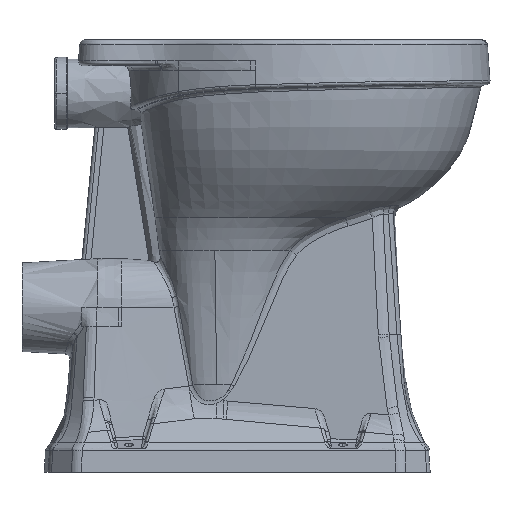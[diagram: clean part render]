
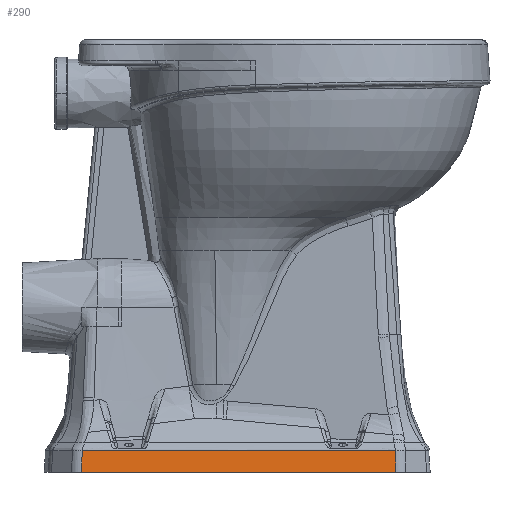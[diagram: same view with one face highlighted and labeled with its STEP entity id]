
A CAD part, left-side view. The second image highlights one B-rep face of the part: STEP entity #290.
In plain terms, the highlighted free-form (B-spline) face has degree [1, 2] with [2, 3] control points.
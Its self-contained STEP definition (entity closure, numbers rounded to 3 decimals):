
#290=ADVANCED_FACE('',(#633),#5234,.T.);
#633=FACE_OUTER_BOUND('',#982,.T.);
#982=EDGE_LOOP('',(#2302,#2303,#2304,#2305));
#2302=ORIENTED_EDGE('',*,*,#3467,.F.);
#2303=ORIENTED_EDGE('',*,*,#3458,.T.);
#2304=ORIENTED_EDGE('',*,*,#2978,.T.);
#2305=ORIENTED_EDGE('',*,*,#3006,.T.);
#2978=EDGE_CURVE('',#4608,#4607,#3717,.T.);
#3006=EDGE_CURVE('',#4607,#4626,#4162,.T.);
#3458=EDGE_CURVE('',#4900,#4608,#4363,.T.);
#3467=EDGE_CURVE('',#4900,#4626,#4371,.T.);
#3717=B_SPLINE_CURVE_WITH_KNOTS('',1,(#71699,#71700),.UNSPECIFIED.,.F.,
 .F.,(2,2),(-3649.28,-3296.622),.UNSPECIFIED.);
#4162=(
BOUNDED_CURVE()
B_SPLINE_CURVE(3,(#72016,#72017,#72018,#72019),.UNSPECIFIED.,.F.,.F.)
B_SPLINE_CURVE_WITH_KNOTS((4,4),(20.478,28.337),
 .UNSPECIFIED.)
CURVE()
GEOMETRIC_REPRESENTATION_ITEM()
RATIONAL_B_SPLINE_CURVE((1.,1.,1.,1.))
REPRESENTATION_ITEM('')
);
#4363=(
BOUNDED_CURVE()
B_SPLINE_CURVE(1,(#82850,#82851),.UNSPECIFIED.,.F.,.F.)
B_SPLINE_CURVE_WITH_KNOTS((2,2),(-24.35,-0.212),
 .UNSPECIFIED.)
CURVE()
GEOMETRIC_REPRESENTATION_ITEM()
RATIONAL_B_SPLINE_CURVE((1.,1.))
REPRESENTATION_ITEM('')
);
#4371=(
BOUNDED_CURVE()
B_SPLINE_CURVE(3,(#82890,#82891,#82892,#82893,#82894,#82895,#82896,#82897,
#82898,#82899),.UNSPECIFIED.,.F.,.F.)
B_SPLINE_CURVE_WITH_KNOTS((4,3,3,4),(-1126.689,-774.092,
-774.089,-774.086),.UNSPECIFIED.)
CURVE()
GEOMETRIC_REPRESENTATION_ITEM()
RATIONAL_B_SPLINE_CURVE((1.,1.,1.,1.,1.,1.,1.,1.,1.,1.))
REPRESENTATION_ITEM('')
);
#4607=VERTEX_POINT('',#68819);
#4608=VERTEX_POINT('',#68820);
#4626=VERTEX_POINT('',#68838);
#4900=VERTEX_POINT('',#69112);
#5234=(
BOUNDED_SURFACE()
B_SPLINE_SURFACE(1,2,((#58817,#58818,#58819),(#58820,#58821,#58822)),
 .UNSPECIFIED.,.F.,.F.,.F.)
B_SPLINE_SURFACE_WITH_KNOTS((2,2),(3,3),(0.,29.711),(767.433,
1133.341),.UNSPECIFIED.)
GEOMETRIC_REPRESENTATION_ITEM()
RATIONAL_B_SPLINE_SURFACE(((1.,1.,1.),(1.,1.,1.)))
REPRESENTATION_ITEM('')
SURFACE()
);
#58817=CARTESIAN_POINT('',(-99.601,-60.922,0.));
#58818=CARTESIAN_POINT('',(-99.601,-243.876,0.));
#58819=CARTESIAN_POINT('',(-99.601,-426.83,0.));
#58820=CARTESIAN_POINT('',(-97.465,-61.872,29.618));
#58821=CARTESIAN_POINT('',(-97.465,-243.876,29.618));
#58822=CARTESIAN_POINT('',(-97.465,-425.881,29.618));
#68819=CARTESIAN_POINT('',(-99.601,-67.547,0.));
#68820=CARTESIAN_POINT('',(-99.601,-420.206,0.));
#68838=CARTESIAN_POINT('',(-97.866,-68.318,24.063));
#69112=CARTESIAN_POINT('',(-97.866,-419.434,24.063));
#71699=CARTESIAN_POINT('',(-99.601,-420.206,0.));
#71700=CARTESIAN_POINT('',(-99.601,-67.547,0.));
#72016=CARTESIAN_POINT('',(-99.601,-67.547,0.));
#72017=CARTESIAN_POINT('',(-99.023,-67.804,8.021));
#72018=CARTESIAN_POINT('',(-98.444,-68.061,16.042));
#72019=CARTESIAN_POINT('',(-97.866,-68.318,24.063));
#82850=CARTESIAN_POINT('',(-97.866,-419.434,24.063));
#82851=CARTESIAN_POINT('',(-99.601,-420.206,0.));
#82890=CARTESIAN_POINT('',(-97.866,-419.434,24.063));
#82891=CARTESIAN_POINT('',(-97.866,-302.398,24.063));
#82892=CARTESIAN_POINT('',(-97.866,-185.361,24.063));
#82893=CARTESIAN_POINT('',(-97.866,-68.325,24.063));
#82894=CARTESIAN_POINT('',(-97.866,-68.324,24.063));
#82895=CARTESIAN_POINT('',(-97.866,-68.323,24.063));
#82896=CARTESIAN_POINT('',(-97.866,-68.322,24.063));
#82897=CARTESIAN_POINT('',(-97.866,-68.321,24.063));
#82898=CARTESIAN_POINT('',(-97.866,-68.319,24.063));
#82899=CARTESIAN_POINT('',(-97.866,-68.318,24.063));
